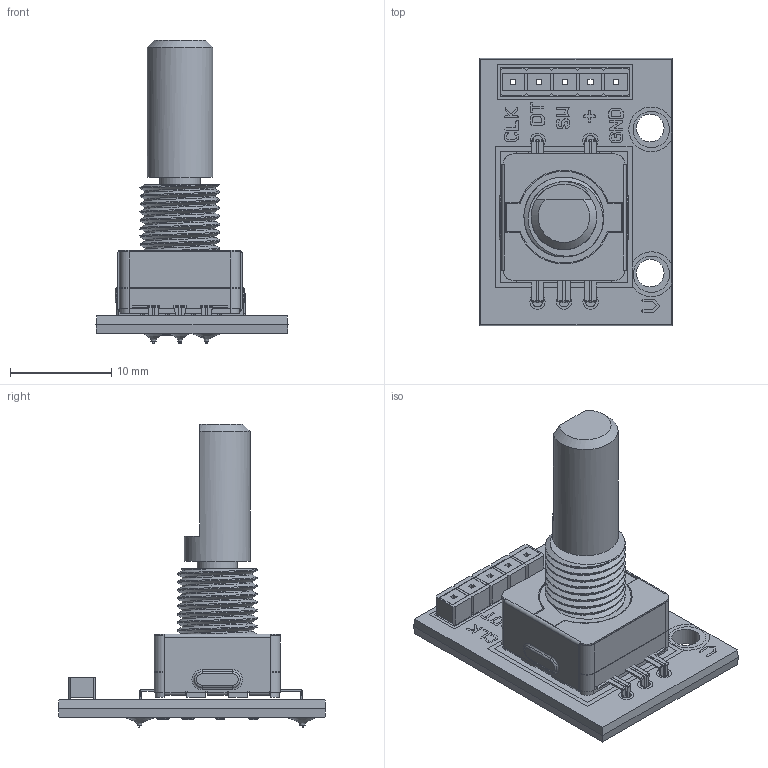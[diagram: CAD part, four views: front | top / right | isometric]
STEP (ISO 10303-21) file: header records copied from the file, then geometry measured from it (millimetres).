
FILE_DESCRIPTION(/* description */ (''),/* implementation_level */ '2;1');
FILE_NAME(/* name */ '360 Degree Rotary Encoder Brick Sensor Module v1.step',/* time_stamp */ '2024-06-18T11:53:09-04:00',/* author */ (''),/* organization */ (''),/* preprocessor_version */ 'ST-DEVELOPER v20',/* originating_system */ 'Autodesk Translation Framework v13.14.0.145',/* authorisation */ '');
FILE_SCHEMA (('AUTOMOTIVE_DESIGN { 1 0 10303 214 3 1 1 }'));
Length unit declared in the file: millimetre
Products named in the file (13): 360 Degree Rotary Encoder Brick Sensor Module; PCB; Shaft  (1); Sheet Metal top; Cover; Sensor Rotary; Circuit pin (2); Circuit pin (3); Connector; Sensor; Circuit pin (5); Circuit pin (4); Circuit pin (1) 
Assembly tree (12 placements, depth 2):
  360 Degree Rotary Encoder Brick Sensor Module
    PCB
    Shaft  (1)
    Sheet Metal top
    Cover
    Sensor Rotary
    Circuit pin (2)
    Circuit pin (3)
    Connector
    Sensor
    Circuit pin (5)
    Circuit pin (4)
    Circuit pin (1) 
Bounding box: 19 x 26.5 x 30 mm (x, y, z)
Volume: 2283.8 mm3; surface area: 4289 mm2
Topology: 12 solids, 12 shells, 722 faces, 2301 edges, 1659 vertices
Faces by surface type: plane 527, cylinder 122, bspline 57, cone 8, torus 8
Full cylindrical faces by diameter (mm): 1 x5, 1.5 x1, 2.75 x2, 4 x3, 6.5 x1, 6.984 x7
Entity records: 33702 total; most frequent: CARTESIAN_POINT 12284, ORIENTED_EDGE 4602, DIRECTION 4095, EDGE_CURVE 2301, LINE 1695, VECTOR 1695, VERTEX_POINT 1659, AXIS2_PLACEMENT_3D 1200
